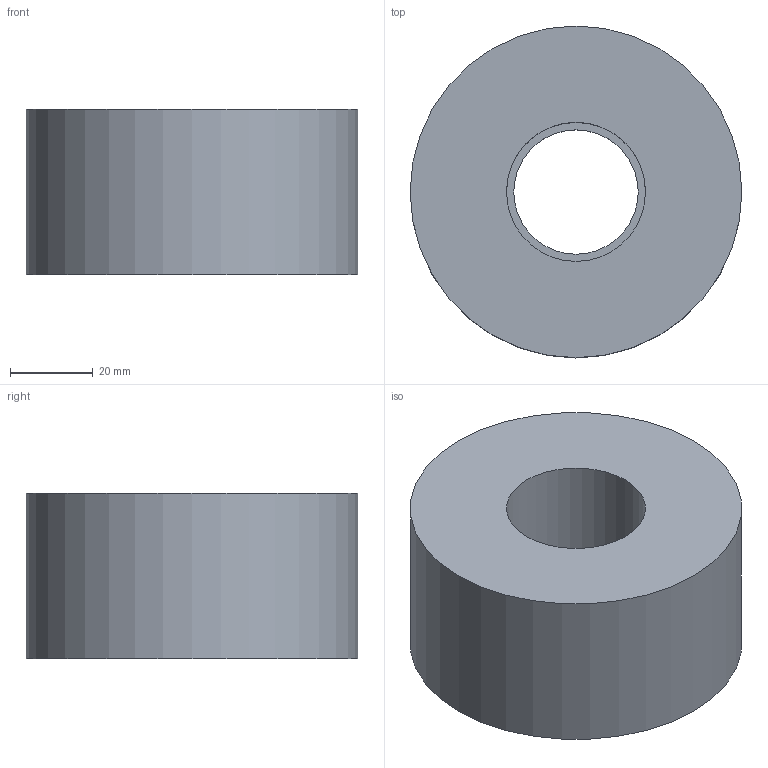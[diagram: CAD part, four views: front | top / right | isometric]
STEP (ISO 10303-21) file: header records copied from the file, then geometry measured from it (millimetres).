
FILE_DESCRIPTION(/* description */ ('Alibre Inc.'),/* implementation_level */ '2;1');
FILE_NAME(/* name */ 'export-8BAFBE0F-990E-4C23-92A7-F09885CA944D',/* time_stamp */ '2024-08-02T18:34:00+02:00',/* author */ (''),/* organization */ (''),/* preprocessor_version */ 'ST-DEVELOPER v17',/* originating_system */ 'Alibre',/* authorisation */ '');
FILE_SCHEMA (('CONFIG_CONTROL_DESIGN'));
Length unit declared in the file: millimetre
Bounding box: 80 x 80 x 40 mm (x, y, z)
Volume: 167627.2 mm3; surface area: 23357.4 mm2
Topology: 1 solids, 1 shells, 14 faces, 22 edges, 15 vertices
Faces by surface type: cylinder 7, plane 7
Full cylindrical faces by diameter (mm): 4.917 x4, 30 x1, 33.528 x1, 80 x1
Entity records: 366 total; most frequent: DIRECTION 49, CARTESIAN_POINT 42, ORIENTED_EDGE 28, EDGE_LOOP 28, FACE_BOUND 28, AXIS2_PLACEMENT_3D 28, VERTEX_POINT 14, CIRCLE 14
